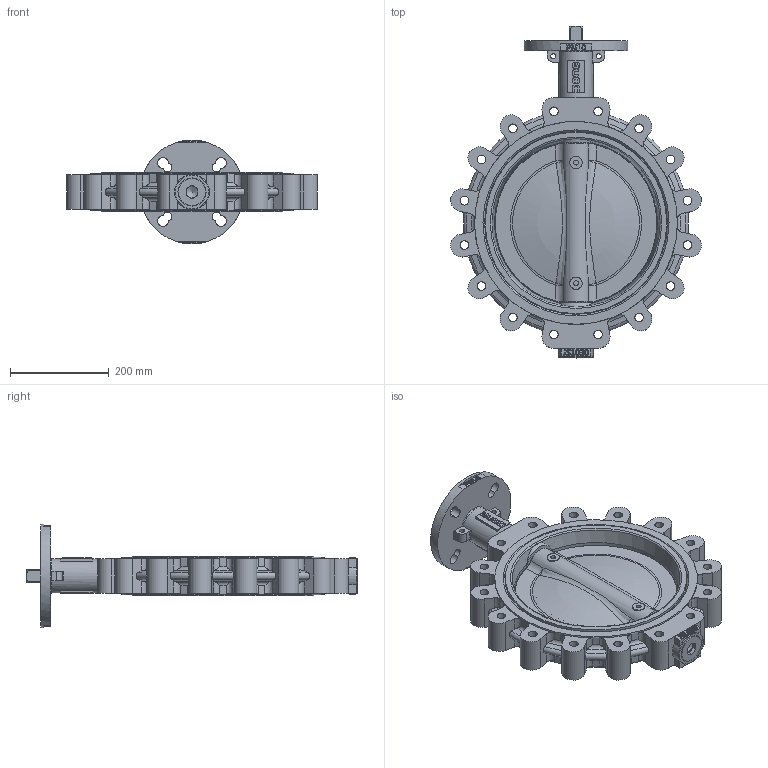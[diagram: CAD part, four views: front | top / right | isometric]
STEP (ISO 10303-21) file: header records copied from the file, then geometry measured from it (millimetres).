
FILE_DESCRIPTION(/* description */ (''),/* implementation_level */ '2;1');
FILE_NAME(/* name */ '6820-DN350-PN10.stp',/* time_stamp */ '2017-05-11T11:53:36+02:00',/* author */ ('nils.martens'),/* organization */ (''),/* preprocessor_version */ 'ST-DEVELOPER v16.5',/* originating_system */ 'Autodesk Inventor 2017',/* authorisation */ '');
FILE_SCHEMA (('AUTOMOTIVE_DESIGN { 1 0 10303 214 3 1 1 }'));
Products named in the file (1): 6820-DN350
Bounding box: 506.96 x 671 x 210 mm (x, y, z)
Volume: 8408205.3 mm3; surface area: 939898.7 mm2
Topology: 1 solids, 7 shells, 933 faces, 2465 edges, 1591 vertices
Faces by surface type: plane 385, cylinder 199, bspline 192, torus 85, cone 56, sphere 16
Full cylindrical faces by diameter (mm): 6.8 x3, 10 x2, 15.37 x2, 17.5 x16, 27.4 x1, 40 x4, 41 x1, 48 x2, 55 x1, 57 x1, 70 x2, 90 x1, 92 x1, 210 x1, 367 x2, 370 x2, 410 x2
Entity records: 44951 total; most frequent: CARTESIAN_POINT 22573, ORIENTED_EDGE 4732, DIRECTION 3841, EDGE_CURVE 2364, VERTEX_POINT 1565, AXIS2_PLACEMENT_3D 1387, EDGE_LOOP 1109, LINE 1067
